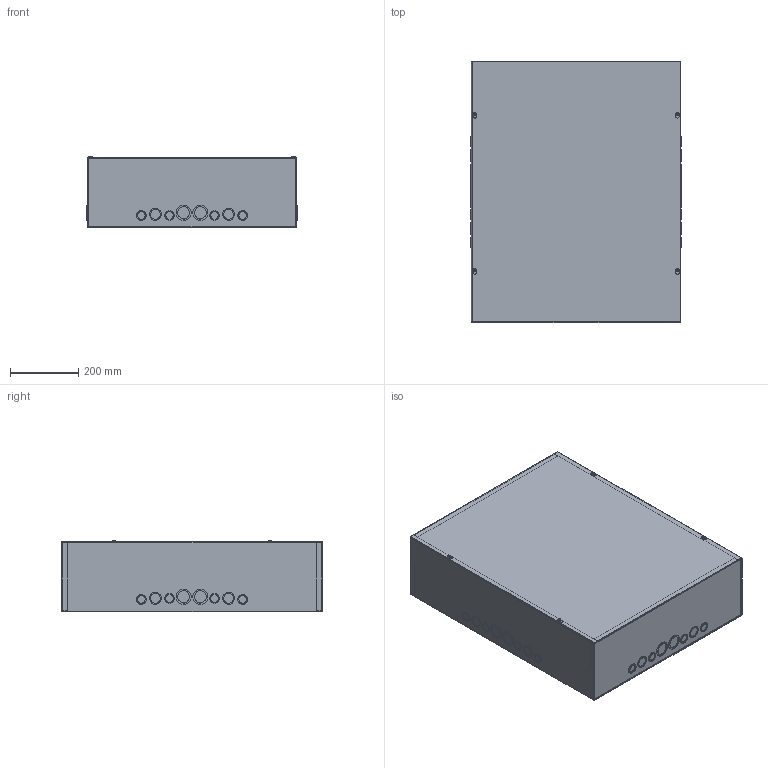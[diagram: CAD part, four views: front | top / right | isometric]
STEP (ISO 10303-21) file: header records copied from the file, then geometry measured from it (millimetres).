
FILE_DESCRIPTION(/* description */ ('SCG, BLR, 30X24X8'),/* implementation_level */ '2;1');
FILE_NAME(/* name */ 'SC243008G.stp',/* time_stamp */ '2015-03-31T21:01:07+06:00',/* author */ ('rsundaram'),/* organization */ (''),/* preprocessor_version */ 'ST-DEVELOPER v15.2',/* originating_system */ 'Autodesk Inventor 2014',/* authorisation */ '');
FILE_SCHEMA (('AUTOMOTIVE_DESIGN { 1 0 10303 214 3 1 1 }'));
Length unit declared in the file: inch
Products named in the file (5): SC243008GBLR; SC2408GTB; SC2430GLPA; 37214; SC243008G
Bounding box: 617.12 x 765.76 x 210.29 mm (x, y, z)
Volume: 2914364.8 mm3; surface area: 3139953.4 mm2
Topology: 37 solids, 43 shells, 1216 faces, 2912 edges, 1840 vertices
Faces by surface type: plane 896, cylinder 236, cone 44, bspline 24, sphere 8, torus 8
Full cylindrical faces by diameter (mm): 4.343 x4, 4.826 x4, 7.144 x4
Entity records: 24676 total; most frequent: CARTESIAN_POINT 4343, ORIENTED_EDGE 4168, DIRECTION 3898, EDGE_CURVE 1940, LINE 1552, VECTOR 1552, VERTEX_POINT 1230, AXIS2_PLACEMENT_3D 1173
